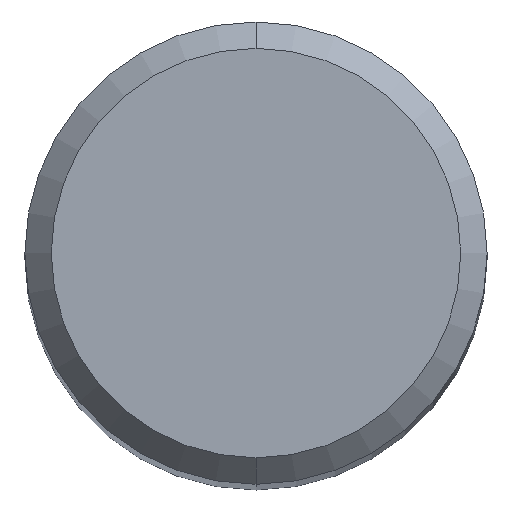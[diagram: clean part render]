
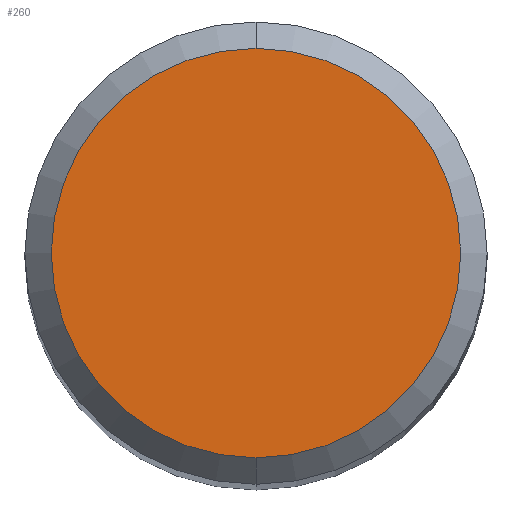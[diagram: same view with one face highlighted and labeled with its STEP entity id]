
A CAD part, top view. The second image highlights one B-rep face of the part: STEP entity #260.
In plain terms, the highlighted planar face has unit normal (0, 0, 1).
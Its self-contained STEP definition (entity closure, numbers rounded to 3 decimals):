
#176=VERTEX_POINT('',#479);
#210=VERTEX_POINT('',#514);
#228=EDGE_CURVE('',#176,#210,#534,.T.);
#260=ADVANCED_FACE('',(#570),#571,.T.);
#264=EDGE_CURVE('',#210,#176,#575,.T.);
#479=CARTESIAN_POINT('',(0.0,3.1,0.0));
#514=CARTESIAN_POINT('',(0.,-3.1,0.0));
#534=CIRCLE('',#934,3.1);
#570=FACE_OUTER_BOUND('',#999,.T.);
#571=PLANE('',#1000);
#575=CIRCLE('',#1005,3.1);
#934=AXIS2_PLACEMENT_3D('',#1463,#1464,#1465);
#999=EDGE_LOOP('',(#1517,#1518));
#1000=AXIS2_PLACEMENT_3D('',#1519,#1520,#1521);
#1005=AXIS2_PLACEMENT_3D('',#1522,#1523,#1524);
#1463=CARTESIAN_POINT('',(0.0,0.0,0.0));
#1464=DIRECTION('',(0.0,0.0,-1.0));
#1465=DIRECTION('',(0.0,1.0,0.0));
#1517=ORIENTED_EDGE('',*,*,#228,.F.);
#1518=ORIENTED_EDGE('',*,*,#264,.F.);
#1519=CARTESIAN_POINT('',(0.0,1.55,0.0));
#1520=DIRECTION('',(-0.0,0.0,1.0));
#1521=DIRECTION('',(0.0,-1.0,0.0));
#1522=CARTESIAN_POINT('',(0.0,0.0,0.0));
#1523=DIRECTION('',(0.0,0.0,-1.0));
#1524=DIRECTION('',(0.0,1.0,0.0));
